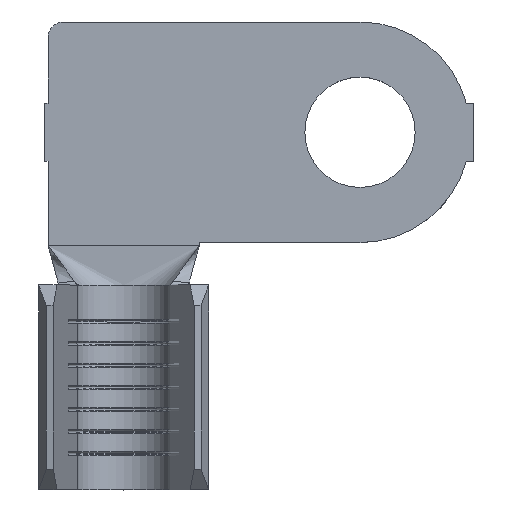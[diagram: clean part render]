
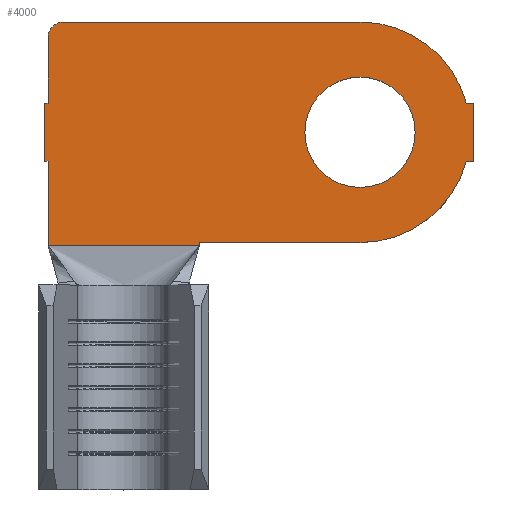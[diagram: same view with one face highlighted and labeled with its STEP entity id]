
A CAD part, top view. The second image highlights one B-rep face of the part: STEP entity #4000.
In plain terms, the highlighted planar face has unit normal (0, 0, 1).
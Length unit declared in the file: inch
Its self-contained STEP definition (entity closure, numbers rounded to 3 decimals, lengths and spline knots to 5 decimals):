
#59 = FACE_BOUND ( 'NONE', #3897, .T. ) ;
#100 = CARTESIAN_POINT ( 'NONE',  ( -0.99, 0.35, 0.06 ) ) ;
#102 = EDGE_CURVE ( 'NONE', #311, #4455, #274, .T. ) ;
#128 = DIRECTION ( 'NONE',  ( 0., 0., 1. ) ) ;
#143 = LINE ( 'NONE', #3170, #1233 ) ;
#167 = EDGE_CURVE ( 'NONE', #2880, #2376, #1211, .T. ) ;
#274 = CIRCLE ( 'NONE', #1023, 0.35 ) ;
#311 = VERTEX_POINT ( 'NONE', #6364 ) ;
#313 = ORIENTED_EDGE ( 'NONE', *, *, #4839, .T. ) ;
#319 = DIRECTION ( 'NONE',  ( 1., 0., 0. ) ) ;
#326 = DIRECTION ( 'NONE',  ( 0., 1., 0. ) ) ;
#363 = CARTESIAN_POINT ( 'NONE',  ( -1., -0.0925, 0.06 ) ) ;
#417 = AXIS2_PLACEMENT_3D ( 'NONE', #1436, #6738, #3572 ) ;
#544 = ORIENTED_EDGE ( 'NONE', *, *, #3633, .T. ) ;
#605 = CARTESIAN_POINT ( 'NONE',  ( -0.51, -0.35, 0.06 ) ) ;
#629 = VERTEX_POINT ( 'NONE', #2861 ) ;
#644 = VECTOR ( 'NONE', #6326, 39.37008 ) ;
#705 = ORIENTED_EDGE ( 'NONE', *, *, #5427, .T. ) ;
#746 = AXIS2_PLACEMENT_3D ( 'NONE', #1632, #5341, #2164 ) ;
#759 = CARTESIAN_POINT ( 'NONE',  ( 0.36, 0.0925, 0.06 ) ) ;
#906 = CIRCLE ( 'NONE', #5416, 0.35 ) ;
#932 = CARTESIAN_POINT ( 'NONE',  ( -1., -0.0925, 0.06 ) ) ;
#979 = CIRCLE ( 'NONE', #746, 0.05 ) ;
#1023 = AXIS2_PLACEMENT_3D ( 'NONE', #3328, #128, #3859 ) ;
#1074 = LINE ( 'NONE', #4438, #6383 ) ;
#1162 = LINE ( 'NONE', #2941, #5236 ) ;
#1172 = LINE ( 'NONE', #100, #5405 ) ;
#1181 = EDGE_CURVE ( 'NONE', #1964, #5424, #6227, .T. ) ;
#1211 = LINE ( 'NONE', #363, #4035 ) ;
#1233 = VECTOR ( 'NONE', #3761, 39.37008 ) ;
#1393 = AXIS2_PLACEMENT_3D ( 'NONE', #6034, #2864, #6582 ) ;
#1395 = ORIENTED_EDGE ( 'NONE', *, *, #5700, .T. ) ;
#1417 = ORIENTED_EDGE ( 'NONE', *, *, #3714, .T. ) ;
#1436 = CARTESIAN_POINT ( 'NONE',  ( 0., 0., 0.06 ) ) ;
#1438 = EDGE_CURVE ( 'NONE', #4375, #1774, #4725, .T. ) ;
#1447 = CARTESIAN_POINT ( 'NONE',  ( -0.51, -0.36, 0.06 ) ) ;
#1481 = CIRCLE ( 'NONE', #1393, 0.175 ) ;
#1485 = DIRECTION ( 'NONE',  ( 1., 0., 0. ) ) ;
#1545 = CARTESIAN_POINT ( 'NONE',  ( -0.99, -0.0925, 0.06 ) ) ;
#1607 = VERTEX_POINT ( 'NONE', #759 ) ;
#1632 = CARTESIAN_POINT ( 'NONE',  ( -0.94, 0.3, 0.06 ) ) ;
#1656 = VECTOR ( 'NONE', #2614, 39.37008 ) ;
#1696 = EDGE_CURVE ( 'NONE', #6811, #1607, #3573, .T. ) ;
#1723 = ORIENTED_EDGE ( 'NONE', *, *, #102, .T. ) ;
#1771 = EDGE_CURVE ( 'NONE', #4455, #6811, #1820, .T. ) ;
#1774 = VERTEX_POINT ( 'NONE', #4123 ) ;
#1820 = LINE ( 'NONE', #4657, #5305 ) ;
#1836 = DIRECTION ( 'NONE',  ( 0., 0., 1. ) ) ;
#1837 = EDGE_CURVE ( 'NONE', #2376, #629, #5717, .T. ) ;
#1853 = ORIENTED_EDGE ( 'NONE', *, *, #1696, .T. ) ;
#1882 = ORIENTED_EDGE ( 'NONE', *, *, #1181, .F. ) ;
#1895 = LINE ( 'NONE', #2740, #4386 ) ;
#1931 = CARTESIAN_POINT ( 'NONE',  ( 0., 0.35, 0.06 ) ) ;
#1964 = VERTEX_POINT ( 'NONE', #3283 ) ;
#1987 = EDGE_CURVE ( 'NONE', #629, #3349, #6298, .T. ) ;
#1997 = LINE ( 'NONE', #4858, #4648 ) ;
#2164 = DIRECTION ( 'NONE',  ( -1., 0., 0. ) ) ;
#2272 = AXIS2_PLACEMENT_3D ( 'NONE', #5468, #2287, #5992 ) ;
#2287 = DIRECTION ( 'NONE',  ( 0., 0., 1. ) ) ;
#2376 = VERTEX_POINT ( 'NONE', #4884 ) ;
#2436 = DIRECTION ( 'NONE',  ( 0., -1., 0. ) ) ;
#2474 = ORIENTED_EDGE ( 'NONE', *, *, #2504, .F. ) ;
#2504 = EDGE_CURVE ( 'NONE', #5424, #1964, #1481, .T. ) ;
#2609 = CARTESIAN_POINT ( 'NONE',  ( -0.99, 0.35, 0.06 ) ) ;
#2614 = DIRECTION ( 'NONE',  ( 0., -1., 0. ) ) ;
#2726 = FACE_OUTER_BOUND ( 'NONE', #3434, .T. ) ;
#2740 = CARTESIAN_POINT ( 'NONE',  ( -0.51, -0.35, 0.06 ) ) ;
#2776 = DIRECTION ( 'NONE',  ( -1., 0., 0. ) ) ;
#2861 = CARTESIAN_POINT ( 'NONE',  ( -0.99, -0.36, 0.06 ) ) ;
#2864 = DIRECTION ( 'NONE',  ( 0., 0., 1. ) ) ;
#2880 = VERTEX_POINT ( 'NONE', #932 ) ;
#2941 = CARTESIAN_POINT ( 'NONE',  ( -1., 0.0925, 0.06 ) ) ;
#2952 = ORIENTED_EDGE ( 'NONE', *, *, #167, .T. ) ;
#3025 = PLANE ( 'NONE',  #417 ) ;
#3062 = VERTEX_POINT ( 'NONE', #605 ) ;
#3073 = CARTESIAN_POINT ( 'NONE',  ( 0.33756, 0.0925, 0.06 ) ) ;
#3170 = CARTESIAN_POINT ( 'NONE',  ( 0.33756, 0.0925, 0.06 ) ) ;
#3283 = CARTESIAN_POINT ( 'NONE',  ( 0.175, 0., 0.06 ) ) ;
#3328 = CARTESIAN_POINT ( 'NONE',  ( 0., 0., 0.06 ) ) ;
#3349 = VERTEX_POINT ( 'NONE', #1447 ) ;
#3394 = VERTEX_POINT ( 'NONE', #3073 ) ;
#3434 = EDGE_LOOP ( 'NONE', ( #313, #4454, #4053, #6289, #705, #2952, #3924, #6192, #544, #6167, #1723, #4236, #1853, #1417, #1395 ) ) ;
#3444 = CARTESIAN_POINT ( 'NONE',  ( -0.99, 0.3, 0.06 ) ) ;
#3459 = VERTEX_POINT ( 'NONE', #4707 ) ;
#3490 = CARTESIAN_POINT ( 'NONE',  ( -0.175, 0., 0.06 ) ) ;
#3514 = CARTESIAN_POINT ( 'NONE',  ( -0.99, -0.36, 0.06 ) ) ;
#3526 = CARTESIAN_POINT ( 'NONE',  ( 0.36, 0.0925, 0.06 ) ) ;
#3572 = DIRECTION ( 'NONE',  ( -1., 0., 0. ) ) ;
#3573 = LINE ( 'NONE', #3526, #6217 ) ;
#3633 = EDGE_CURVE ( 'NONE', #3349, #3062, #1895, .T. ) ;
#3652 = VECTOR ( 'NONE', #319, 39.37008 ) ;
#3714 = EDGE_CURVE ( 'NONE', #1607, #3394, #143, .T. ) ;
#3761 = DIRECTION ( 'NONE',  ( -1., 0., 0. ) ) ;
#3788 = EDGE_CURVE ( 'NONE', #1774, #3459, #1074, .T. ) ;
#3859 = DIRECTION ( 'NONE',  ( -1., 0., 0. ) ) ;
#3897 = EDGE_LOOP ( 'NONE', ( #2474, #1882 ) ) ;
#3924 = ORIENTED_EDGE ( 'NONE', *, *, #1837, .T. ) ;
#3961 = VERTEX_POINT ( 'NONE', #1931 ) ;
#4000 = ADVANCED_FACE ( 'NONE', ( #2726, #59 ), #3025, .F. ) ;
#4035 = VECTOR ( 'NONE', #4096, 39.37008 ) ;
#4053 = ORIENTED_EDGE ( 'NONE', *, *, #1438, .T. ) ;
#4093 = VERTEX_POINT ( 'NONE', #4188 ) ;
#4096 = DIRECTION ( 'NONE',  ( 1., 0., 0. ) ) ;
#4123 = CARTESIAN_POINT ( 'NONE',  ( -0.99, 0.0925, 0.06 ) ) ;
#4188 = CARTESIAN_POINT ( 'NONE',  ( -0.94, 0.35, 0.06 ) ) ;
#4236 = ORIENTED_EDGE ( 'NONE', *, *, #1771, .T. ) ;
#4375 = VERTEX_POINT ( 'NONE', #3444 ) ;
#4386 = VECTOR ( 'NONE', #4917, 39.37008 ) ;
#4438 = CARTESIAN_POINT ( 'NONE',  ( -1., 0.0925, 0.06 ) ) ;
#4454 = ORIENTED_EDGE ( 'NONE', *, *, #6494, .T. ) ;
#4455 = VERTEX_POINT ( 'NONE', #5616 ) ;
#4648 = VECTOR ( 'NONE', #6471, 39.37008 ) ;
#4657 = CARTESIAN_POINT ( 'NONE',  ( 0.33756, -0.0925, 0.06 ) ) ;
#4707 = CARTESIAN_POINT ( 'NONE',  ( -1., 0.0925, 0.06 ) ) ;
#4725 = LINE ( 'NONE', #2609, #644 ) ;
#4839 = EDGE_CURVE ( 'NONE', #3961, #4093, #1172, .T. ) ;
#4858 = CARTESIAN_POINT ( 'NONE',  ( -0.51, -0.35, 0.06 ) ) ;
#4884 = CARTESIAN_POINT ( 'NONE',  ( -0.99, -0.0925, 0.06 ) ) ;
#4917 = DIRECTION ( 'NONE',  ( 0., 1., 0. ) ) ;
#4990 = DIRECTION ( 'NONE',  ( -1., 0., 0. ) ) ;
#5016 = CARTESIAN_POINT ( 'NONE',  ( 0., 0., 0.06 ) ) ;
#5236 = VECTOR ( 'NONE', #2436, 39.37008 ) ;
#5275 = EDGE_CURVE ( 'NONE', #3062, #311, #1997, .T. ) ;
#5305 = VECTOR ( 'NONE', #1485, 39.37008 ) ;
#5341 = DIRECTION ( 'NONE',  ( 0., 0., 1. ) ) ;
#5405 = VECTOR ( 'NONE', #2776, 39.37008 ) ;
#5416 = AXIS2_PLACEMENT_3D ( 'NONE', #5016, #1836, #5539 ) ;
#5424 = VERTEX_POINT ( 'NONE', #3490 ) ;
#5427 = EDGE_CURVE ( 'NONE', #3459, #2880, #1162, .T. ) ;
#5455 = CARTESIAN_POINT ( 'NONE',  ( 0.36, -0.0925, 0.06 ) ) ;
#5468 = CARTESIAN_POINT ( 'NONE',  ( 0., 0., 0.06 ) ) ;
#5539 = DIRECTION ( 'NONE',  ( -1., 0., 0. ) ) ;
#5616 = CARTESIAN_POINT ( 'NONE',  ( 0.33756, -0.0925, 0.06 ) ) ;
#5700 = EDGE_CURVE ( 'NONE', #3394, #3961, #906, .T. ) ;
#5717 = LINE ( 'NONE', #1545, #1656 ) ;
#5992 = DIRECTION ( 'NONE',  ( 1., 0., 0. ) ) ;
#6034 = CARTESIAN_POINT ( 'NONE',  ( 0., 0., 0.06 ) ) ;
#6167 = ORIENTED_EDGE ( 'NONE', *, *, #5275, .T. ) ;
#6192 = ORIENTED_EDGE ( 'NONE', *, *, #1987, .T. ) ;
#6217 = VECTOR ( 'NONE', #326, 39.37008 ) ;
#6227 = CIRCLE ( 'NONE', #2272, 0.175 ) ;
#6289 = ORIENTED_EDGE ( 'NONE', *, *, #3788, .T. ) ;
#6298 = LINE ( 'NONE', #3514, #3652 ) ;
#6326 = DIRECTION ( 'NONE',  ( 0., -1., 0. ) ) ;
#6364 = CARTESIAN_POINT ( 'NONE',  ( 0., -0.35, 0.06 ) ) ;
#6383 = VECTOR ( 'NONE', #4990, 39.37008 ) ;
#6471 = DIRECTION ( 'NONE',  ( 1., 0., 0. ) ) ;
#6494 = EDGE_CURVE ( 'NONE', #4093, #4375, #979, .T. ) ;
#6582 = DIRECTION ( 'NONE',  ( 1., 0., 0. ) ) ;
#6738 = DIRECTION ( 'NONE',  ( 0., 0., -1. ) ) ;
#6811 = VERTEX_POINT ( 'NONE', #5455 ) ;
